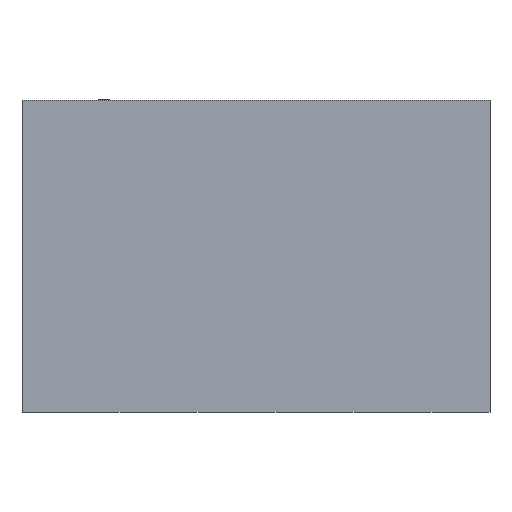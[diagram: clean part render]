
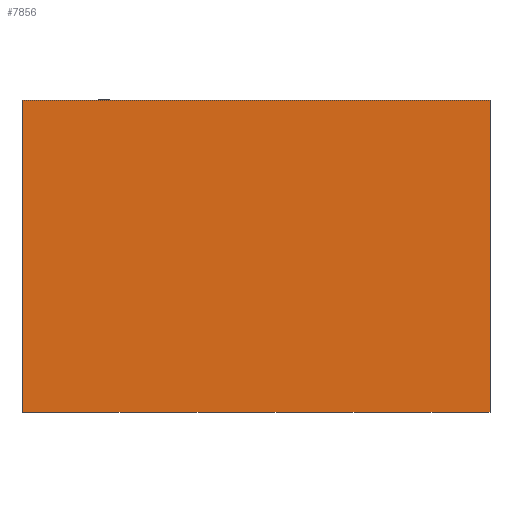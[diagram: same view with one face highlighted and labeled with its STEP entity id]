
A CAD part, left-side view. The second image highlights one B-rep face of the part: STEP entity #7856.
In plain terms, the highlighted planar face has unit normal (-1, 0, 0).
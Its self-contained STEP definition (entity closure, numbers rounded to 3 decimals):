
#1328=ORIENTED_EDGE('',*,*,#3013,.F.);
#1329=ORIENTED_EDGE('',*,*,#3042,.F.);
#1330=ORIENTED_EDGE('',*,*,#3044,.F.);
#1331=ORIENTED_EDGE('',*,*,#3021,.F.);
#3013=EDGE_CURVE('',#3992,#3993,#4875,.T.);
#3021=EDGE_CURVE('',#3993,#3994,#4883,.T.);
#3042=EDGE_CURVE('',#3997,#3992,#4904,.T.);
#3044=EDGE_CURVE('',#3994,#3997,#4906,.T.);
#3992=VERTEX_POINT('',#13288);
#3993=VERTEX_POINT('',#13290);
#3994=VERTEX_POINT('',#13300);
#3997=VERTEX_POINT('',#13324);
#4875=LINE('',#13289,#5925);
#4883=LINE('',#13299,#5933);
#4904=LINE('',#13325,#5954);
#4906=LINE('',#13339,#5956);
#5925=VECTOR('',#11073,1000.);
#5933=VECTOR('',#11083,1000.);
#5954=VECTOR('',#11106,1000.);
#5956=VECTOR('',#11132,1000.);
#6674=EDGE_LOOP('',(#1328,#1329,#1330,#1331));
#7090=FACE_BOUND('',#6674,.T.);
#7474=PLANE('',#9858);
#7856=ADVANCED_FACE('',(#7090),#7474,.F.);
#9858=AXIS2_PLACEMENT_3D('',#13340,#11133,#11134);
#11073=DIRECTION('',(0.,0.,1.));
#11083=DIRECTION('',(0.,-1.,0.));
#11106=DIRECTION('',(0.,1.,0.));
#11132=DIRECTION('',(0.,0.,-1.));
#11133=DIRECTION('',(1.,0.,0.));
#11134=DIRECTION('',(0.,1.,0.));
#13288=CARTESIAN_POINT('',(-0.8,3.,-2.));
#13289=CARTESIAN_POINT('',(-0.8,3.,-2.));
#13290=CARTESIAN_POINT('',(-0.8,3.,2.));
#13299=CARTESIAN_POINT('',(-0.8,3.,2.));
#13300=CARTESIAN_POINT('',(-0.8,-3.,2.));
#13324=CARTESIAN_POINT('',(-0.8,-3.,-2.));
#13325=CARTESIAN_POINT('',(-0.8,-3.,-2.));
#13339=CARTESIAN_POINT('',(-0.8,-3.,2.));
#13340=CARTESIAN_POINT('',(-0.8,0.,0.));
